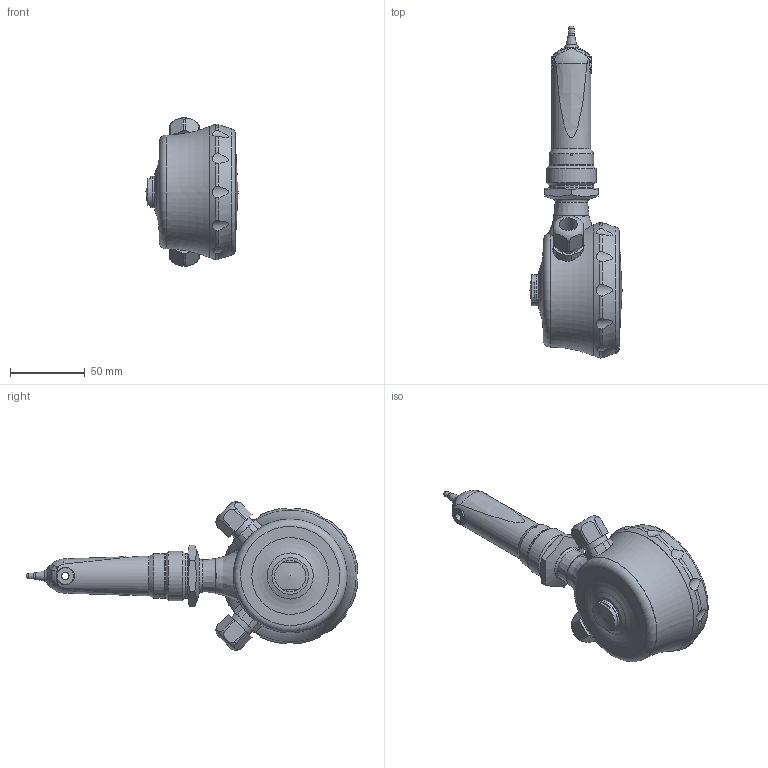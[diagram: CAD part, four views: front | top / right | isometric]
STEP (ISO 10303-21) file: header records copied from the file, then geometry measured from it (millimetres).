
FILE_DESCRIPTION(/* description */ ('Unknown'),/* implementation_level */ '2;1');
FILE_NAME(/* name */ 'AFI4-5810.####.#2##',/* time_stamp */ '2023-09-19T09:26:51+02:00',/* author */ ('Unknown'),/* organization */ ('Baumer'),/* preprocessor_version */ 'ST-DEVELOPER v16.7',/* originating_system */ 'Solid Edge',/* authorisation */ 'Unknown');
FILE_SCHEMA (('AUTOMOTIVE_DESIGN {1 0 10303 214 3 1 1}'));
Length unit declared in the file: millimetre
Products named in the file (1): Part9
Bounding box: 61.8 x 222.74 x 99.68 mm (x, y, z)
Volume: 123637.4 mm3; surface area: 82539.4 mm2
Topology: 1 solids, 8 shells, 586 faces, 1531 edges, 966 vertices
Faces by surface type: cylinder 180, plane 152, bspline 88, torus 80, cone 80, sphere 6
Full cylindrical faces by diameter (mm): 1.25 x1, 2 x4, 3 x1, 3.459 x4, 5 x1, 8.87 x1, 9.5 x1, 12 x3, 13 x1, 14 x1, 16 x10, 16.691 x2, 17.7 x1, 18.9 x1, 19.7 x1, 20.8 x1, 21 x1, 23.5 x1, 23.6 x2, 23.8 x1, 24 x1, 24.2 x1, 26.3 x1, 26.85 x1, 27.2 x1, 27.5 x1, 30 x3, 33.25 x1, 40 x1, 75 x1
Entity records: 24956 total; most frequent: CARTESIAN_POINT 8494, ORIENTED_EDGE 2620, DIRECTION 2270, EDGE_CURVE 1310, AXIS2_PLACEMENT_3D 995, VERTEX_POINT 895, FACE_BOUND 781, EDGE_LOOP 769
